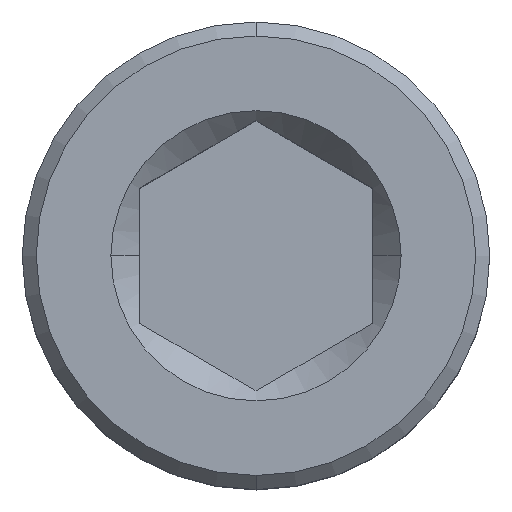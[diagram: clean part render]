
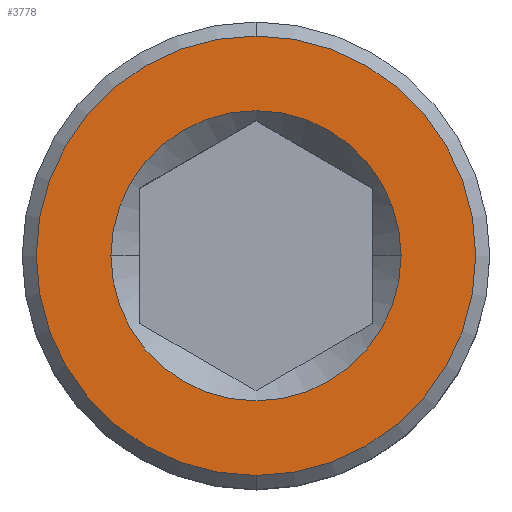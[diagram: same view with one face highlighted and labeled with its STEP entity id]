
A CAD part, top view. The second image highlights one B-rep face of the part: STEP entity #3778.
In plain terms, the highlighted planar face has unit normal (0, 0, 1).
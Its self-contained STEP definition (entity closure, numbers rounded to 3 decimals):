
#198 = AXIS2_PLACEMENT_3D ( 'NONE', #1494, #271, #3609 ) ;
#271 = DIRECTION ( 'NONE',  ( 0., 0., 1. ) ) ;
#423 = FACE_OUTER_BOUND ( 'NONE', #4798, .T. ) ;
#442 = CARTESIAN_POINT ( 'NONE',  ( 0., 0., 13. ) ) ;
#556 = ORIENTED_EDGE ( 'NONE', *, *, #2600, .F. ) ;
#765 = DIRECTION ( 'NONE',  ( 0., 0., 1. ) ) ;
#886 = DIRECTION ( 'NONE',  ( 0., 0., 1. ) ) ;
#1046 = CIRCLE ( 'NONE', #5228, 4.7 ) ;
#1201 = ORIENTED_EDGE ( 'NONE', *, *, #3620, .F. ) ;
#1289 = DIRECTION ( 'NONE',  ( 0., -1., 0. ) ) ;
#1350 = EDGE_LOOP ( 'NONE', ( #556, #1471 ) ) ;
#1358 = CARTESIAN_POINT ( 'NONE',  ( 0., -4.7, 13. ) ) ;
#1471 = ORIENTED_EDGE ( 'NONE', *, *, #2105, .F. ) ;
#1473 = CIRCLE ( 'NONE', #4317, 4.7 ) ;
#1494 = CARTESIAN_POINT ( 'NONE',  ( 0., 0., 13. ) ) ;
#1545 = FACE_BOUND ( 'NONE', #1350, .T. ) ;
#1559 = ORIENTED_EDGE ( 'NONE', *, *, #2488, .F. ) ;
#1579 = CIRCLE ( 'NONE', #4002, 3.103 ) ;
#1589 = DIRECTION ( 'NONE',  ( 0., 0., -1. ) ) ;
#1666 = VERTEX_POINT ( 'NONE', #4754 ) ;
#1816 = DIRECTION ( 'NONE',  ( 0., 1., 0. ) ) ;
#2105 = EDGE_CURVE ( 'NONE', #1666, #3711, #1579, .T. ) ;
#2337 = VERTEX_POINT ( 'NONE', #1358 ) ;
#2359 = CIRCLE ( 'NONE', #198, 3.103 ) ;
#2370 = CARTESIAN_POINT ( 'NONE',  ( 0., 4.7, 13. ) ) ;
#2435 = CARTESIAN_POINT ( 'NONE',  ( 0., 0., 13. ) ) ;
#2488 = EDGE_CURVE ( 'NONE', #2337, #2788, #1046, .T. ) ;
#2564 = PLANE ( 'NONE',  #2847 ) ;
#2600 = EDGE_CURVE ( 'NONE', #3711, #1666, #2359, .T. ) ;
#2788 = VERTEX_POINT ( 'NONE', #2370 ) ;
#2847 = AXIS2_PLACEMENT_3D ( 'NONE', #442, #886, #1289 ) ;
#3523 = CARTESIAN_POINT ( 'NONE',  ( 0., 0., 13. ) ) ;
#3609 = DIRECTION ( 'NONE',  ( 1., 0., 0. ) ) ;
#3620 = EDGE_CURVE ( 'NONE', #2788, #2337, #1473, .T. ) ;
#3668 = CARTESIAN_POINT ( 'NONE',  ( 0., 0., 13. ) ) ;
#3711 = VERTEX_POINT ( 'NONE', #3719 ) ;
#3719 = CARTESIAN_POINT ( 'NONE',  ( 3.103, 0., 13. ) ) ;
#3778 = ADVANCED_FACE ( 'NONE', ( #1545, #423 ), #2564, .T. ) ;
#4002 = AXIS2_PLACEMENT_3D ( 'NONE', #2435, #765, #4104 ) ;
#4104 = DIRECTION ( 'NONE',  ( 1., 0., 0. ) ) ;
#4317 = AXIS2_PLACEMENT_3D ( 'NONE', #3668, #1589, #4521 ) ;
#4357 = DIRECTION ( 'NONE',  ( 0., 0., -1. ) ) ;
#4521 = DIRECTION ( 'NONE',  ( 0., 1., 0. ) ) ;
#4754 = CARTESIAN_POINT ( 'NONE',  ( -3.103, 0., 13. ) ) ;
#4798 = EDGE_LOOP ( 'NONE', ( #1201, #1559 ) ) ;
#5228 = AXIS2_PLACEMENT_3D ( 'NONE', #3523, #4357, #1816 ) ;
